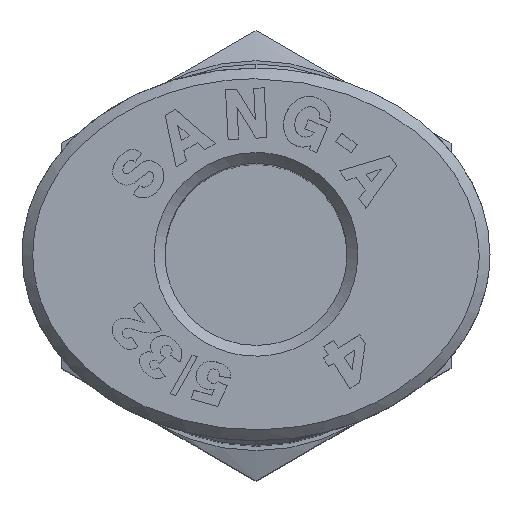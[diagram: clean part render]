
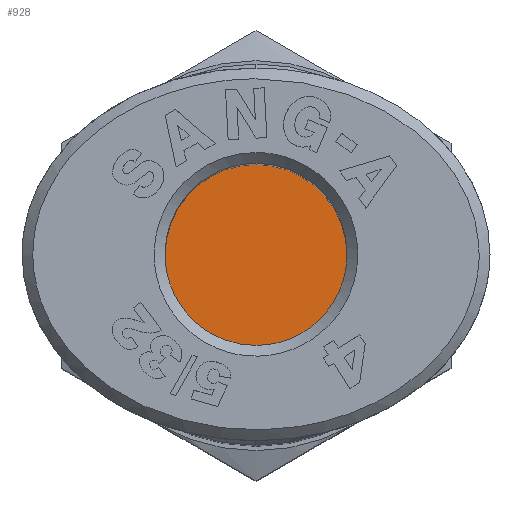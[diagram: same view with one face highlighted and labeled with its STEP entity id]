
A CAD part, top view. The second image highlights one B-rep face of the part: STEP entity #928.
In plain terms, the highlighted face is planar.
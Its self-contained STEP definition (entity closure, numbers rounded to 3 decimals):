
#828=CARTESIAN_POINT('',(17.386,-23.276,0.));
#829=VERTEX_POINT('',#828);
#861=CARTESIAN_POINT('',(21.586,-23.276,0.));
#862=VERTEX_POINT('',#861);
#869=CARTESIAN_POINT('',(19.486,-23.276,0.));
#870=DIRECTION('',(0.0,-1.0,0.0));
#871=DIRECTION('',(-1.0,0.0,0.0));
#872=AXIS2_PLACEMENT_3D('',#869,#870,#871);
#873=CIRCLE('',#872,2.1);
#874=EDGE_CURVE('',#862,#829,#873,.T.);
#885=CARTESIAN_POINT('',(19.486,-23.276,0.));
#886=DIRECTION('',(0.0,-1.0,0.0));
#887=DIRECTION('',(-1.0,0.0,0.0));
#888=AXIS2_PLACEMENT_3D('',#885,#886,#887);
#889=CIRCLE('',#888,2.1);
#890=EDGE_CURVE('',#829,#862,#889,.T.);
#919=CARTESIAN_POINT('',(19.486,-23.276,0.));
#920=DIRECTION('',(0.0,-1.0,0.0));
#921=DIRECTION('',(-1.0,0.0,0.0));
#922=AXIS2_PLACEMENT_3D('',#919,#920,#921);
#923=PLANE('',#922);
#924=ORIENTED_EDGE('',*,*,#890,.F.);
#925=ORIENTED_EDGE('',*,*,#874,.F.);
#926=EDGE_LOOP('',(#924,#925));
#927=FACE_OUTER_BOUND('',#926,.T.);
#928=ADVANCED_FACE('',(#927),#923,.F.);
